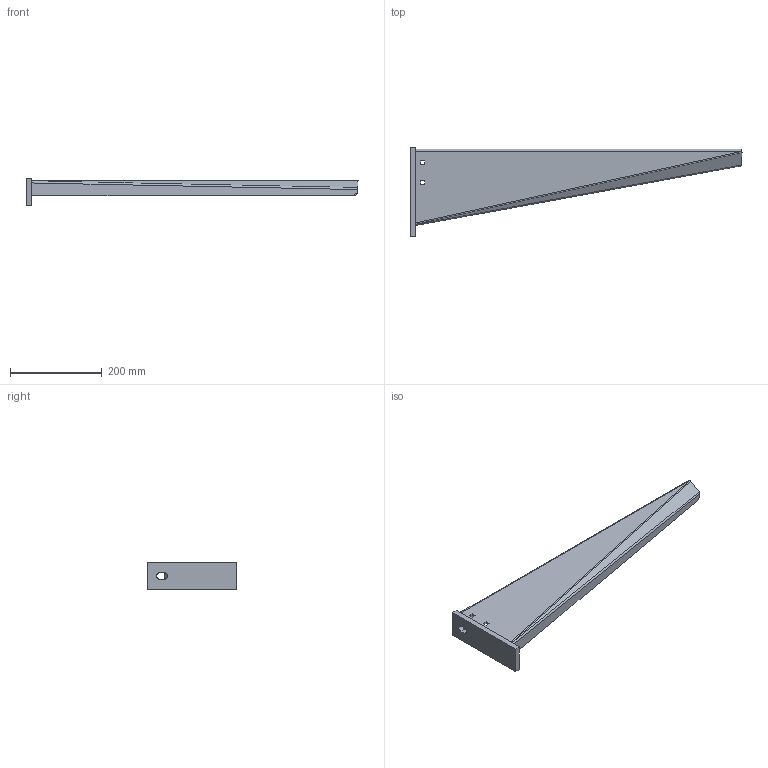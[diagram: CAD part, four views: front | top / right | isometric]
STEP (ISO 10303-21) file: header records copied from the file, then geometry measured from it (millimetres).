
FILE_DESCRIPTION (( 'STEP AP214' ), '1' );
FILE_NAME ('6443083.stp', '2024-05-03T13:27:26', ( '' ), ( '' ), 'SwSTEP 2.0', 'SolidWorks 2022', '' );
FILE_SCHEMA (( 'AUTOMOTIVE_DESIGN' ));
Length unit declared in the file: millimetre
Products named in the file (3): 190251_AS_AW 55_71-Dicke 3,5; KTS 04.020-013_L=195; 6443083
Assembly tree (2 placements, depth 2):
  6443083
    190251_AS_AW 55_71-Dicke 3,5
    KTS 04.020-013_L=195
Bounding box: 722.25 x 195 x 60 mm (x, y, z)
Volume: 506559.8 mm3; surface area: 249649.7 mm2
Topology: 2 solids, 2 shells, 80 faces, 204 edges, 128 vertices
Faces by surface type: plane 49, cylinder 26, bspline 5
Entity records: 2565 total; most frequent: CARTESIAN_POINT 513, ORIENTED_EDGE 408, DIRECTION 389, EDGE_CURVE 204, VECTOR 141, LINE 141, VERTEX_POINT 128, AXIS2_PLACEMENT_3D 124
